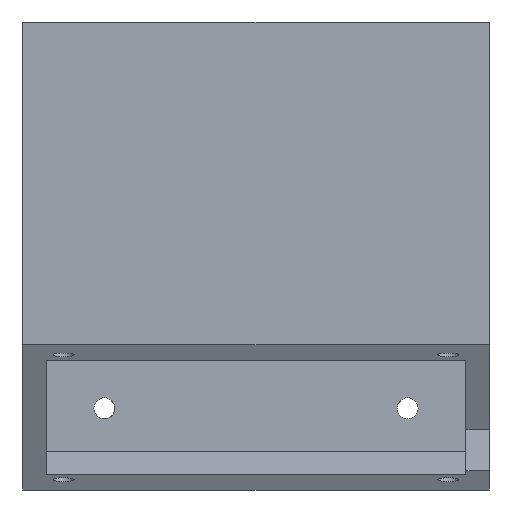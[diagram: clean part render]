
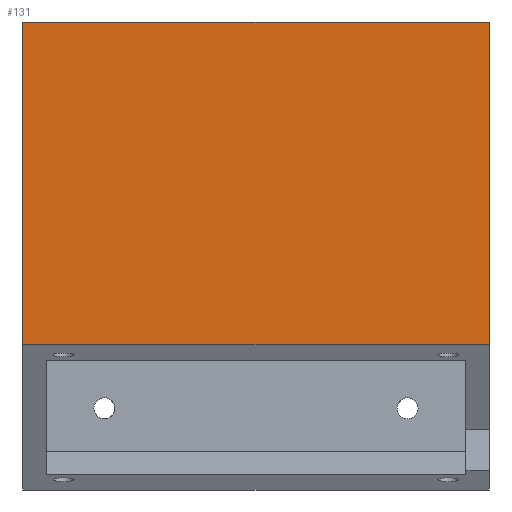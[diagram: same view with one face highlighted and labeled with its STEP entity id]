
A CAD part, top view. The second image highlights one B-rep face of the part: STEP entity #131.
In plain terms, the highlighted planar face has unit normal (0, 0, 1).
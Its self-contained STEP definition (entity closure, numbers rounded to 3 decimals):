
#37=PLANE('',#870);
#131=ADVANCED_FACE('',(#191),#37,.T.);
#191=FACE_OUTER_BOUND('',#214,.T.);
#214=EDGE_LOOP('',(#443,#444,#445,#446));
#298=LINE('',#1221,#356);
#308=LINE('',#1250,#366);
#313=LINE('',#1260,#371);
#314=LINE('',#1262,#372);
#356=VECTOR('',#976,1.);
#366=VECTOR('',#998,1.);
#371=VECTOR('',#1005,1.);
#372=VECTOR('',#1006,1.);
#443=ORIENTED_EDGE('',*,*,#734,.T.);
#444=ORIENTED_EDGE('',*,*,#735,.T.);
#445=ORIENTED_EDGE('',*,*,#715,.T.);
#446=ORIENTED_EDGE('',*,*,#729,.T.);
#635=VERTEX_POINT('',#1220);
#636=VERTEX_POINT('',#1222);
#648=VERTEX_POINT('',#1249);
#653=VERTEX_POINT('',#1261);
#715=EDGE_CURVE('',#636,#635,#298,.T.);
#729=EDGE_CURVE('',#635,#648,#308,.T.);
#734=EDGE_CURVE('',#648,#653,#313,.T.);
#735=EDGE_CURVE('',#653,#636,#314,.T.);
#870=AXIS2_PLACEMENT_3D('',#1263,#1007,#1008);
#976=DIRECTION('',(0.,1.,0.));
#998=DIRECTION('',(-1.,0.,0.));
#1005=DIRECTION('',(0.,-1.,0.));
#1006=DIRECTION('',(1.,0.,0.));
#1007=DIRECTION('',(0.,0.,1.));
#1008=DIRECTION('',(1.,0.,0.));
#1220=CARTESIAN_POINT('',(40.,40.,70.));
#1221=CARTESIAN_POINT('',(40.,0.,70.));
#1222=CARTESIAN_POINT('',(40.,12.343,70.));
#1249=CARTESIAN_POINT('',(0.,40.,70.));
#1250=CARTESIAN_POINT('',(40.,40.,70.));
#1260=CARTESIAN_POINT('',(0.,50.,70.));
#1261=CARTESIAN_POINT('',(0.,12.343,70.));
#1262=CARTESIAN_POINT('',(-43.,12.343,70.));
#1263=CARTESIAN_POINT('',(0.,0.,70.));
